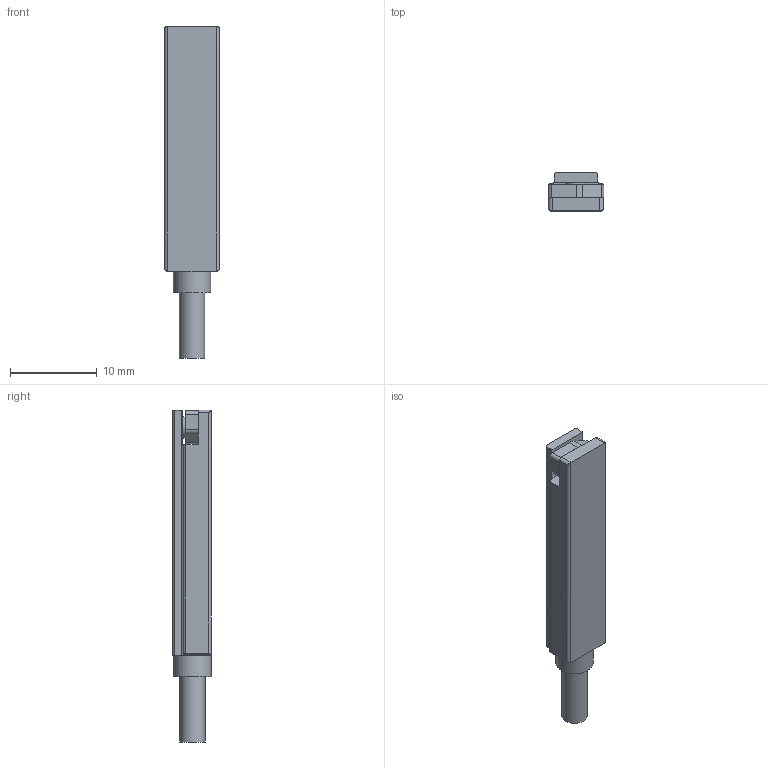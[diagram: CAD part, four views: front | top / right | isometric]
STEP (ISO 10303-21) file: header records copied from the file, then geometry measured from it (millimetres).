
FILE_DESCRIPTION(/* description */ ('STEP AP214'),/* implementation_level */ '2;1');
FILE_NAME(/* name */ '160251_SME-8-O-K-LED-24',/* time_stamp */ '2024-09-15T08:16:47+02:00',/* author */ ('License CC BY-ND 4.0'),/* organization */ ('CADENAS'),/* preprocessor_version */ 'ST-DEVELOPER v19.3',/* originating_system */ 'PARTsolutions',/* authorisation */ ' ');
FILE_SCHEMA (('AUTOMOTIVE_DESIGN {1 0 10303 214 3 1 1}'));
Length unit declared in the file: millimetre
Products named in the file (2): 160251 SME-8-O-K-LED-24; 160251 SME-8-O-K-LED-24---(P)
Assembly tree (1 placements, depth 2):
  160251 SME-8-O-K-LED-24
    160251 SME-8-O-K-LED-24---(P)
Bounding box: 6.4 x 4.4 x 38.3 mm (x, y, z)
Volume: 807.4 mm3; surface area: 788.4 mm2
Topology: 1 solids, 1 shells, 65 faces, 173 edges, 114 vertices
Faces by surface type: plane 39, cylinder 26
Full cylindrical faces by diameter (mm): 2.5 x1, 2.6 x1, 2.9 x1, 4.3 x1
Entity records: 2504 total; most frequent: CARTESIAN_POINT 370, DIRECTION 347, ORIENTED_EDGE 334, EDGE_CURVE 167, AXIS2_PLACEMENT_3D 119, VERTEX_POINT 112, LINE 109, VECTOR 109
